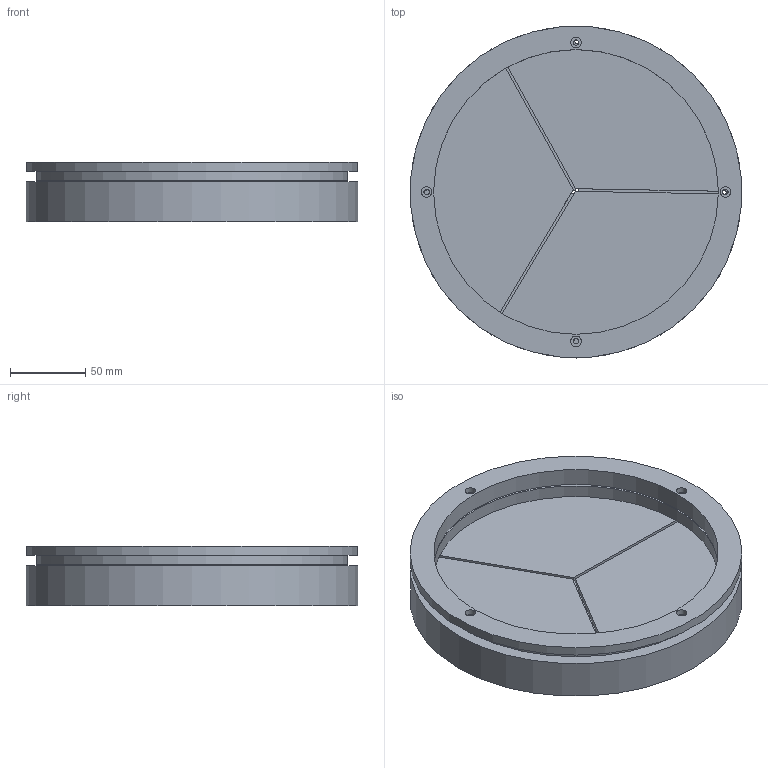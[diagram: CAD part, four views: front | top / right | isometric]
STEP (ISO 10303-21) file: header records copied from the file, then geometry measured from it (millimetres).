
FILE_DESCRIPTION(/* description */ (''),/* implementation_level */ '2;1');
FILE_NAME(/* name */ 'Iris Port v44.step',/* time_stamp */ '2020-05-17T16:11:58+02:00',/* author */ (''),/* organization */ (''),/* preprocessor_version */ 'ST-DEVELOPER v18.1',/* originating_system */ 'Autodesk Translation Framework v9.3.0.1241',/* authorisation */ '');
FILE_SCHEMA (('AUTOMOTIVE_DESIGN { 1 0 10303 214 3 1 1 }'));
Length unit declared in the file: millimetre
Products named in the file (6): Iris Port; Ring 1; Siliconen ring; Ring 4; Ring 3; Ring 2
Assembly tree (6 placements, depth 2):
  Iris Port
    Siliconen ring  x2
    Ring 1
    Ring 4
    Ring 3
    Ring 2
Bounding box: 220 x 220 x 39.44 mm (x, y, z)
Volume: 489523.6 mm3; surface area: 279587.4 mm2
Topology: 6 solids, 6 shells, 140 faces, 330 edges, 220 vertices
Faces by surface type: cylinder 98, plane 42
Full cylindrical faces by diameter (mm): 3.509 x24, 3.52 x12, 4 x28, 7 x4, 7.04 x12, 188.8 x4, 206.8 x1, 210.2 x2, 210.568 x2, 211.2 x1, 220 x2
Entity records: 3785 total; most frequent: DIRECTION 686, CARTESIAN_POINT 569, ORIENTED_EDGE 528, AXIS2_PLACEMENT_3D 293, EDGE_CURVE 264, EDGE_LOOP 248, VERTEX_POINT 176, CIRCLE 164
